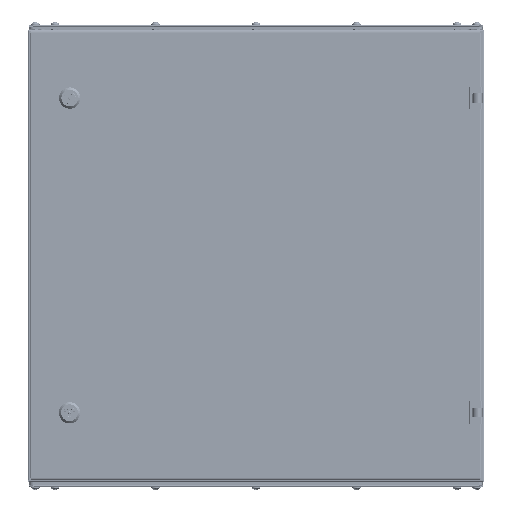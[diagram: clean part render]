
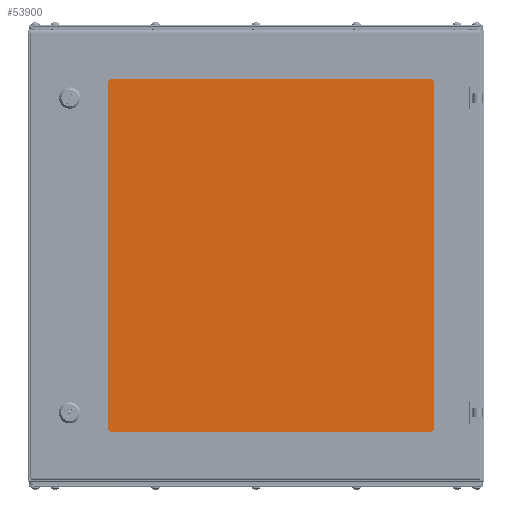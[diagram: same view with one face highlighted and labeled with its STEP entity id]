
A CAD part, top view. The second image highlights one B-rep face of the part: STEP entity #53900.
In plain terms, the highlighted planar face has unit normal (0, 0, 1).
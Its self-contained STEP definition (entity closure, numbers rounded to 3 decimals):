
#3120 = VECTOR ( 'NONE', #87729, 1000. ) ;
#3448 = LINE ( 'NONE', #11139, #29131 ) ;
#4904 = AXIS2_PLACEMENT_3D ( 'NONE', #25664, #11191, #59724 ) ;
#4910 = VERTEX_POINT ( 'NONE', #22104 ) ;
#6662 = VERTEX_POINT ( 'NONE', #17383 ) ;
#7424 = EDGE_CURVE ( 'NONE', #6662, #47870, #11500, .T. ) ;
#7441 = EDGE_CURVE ( 'NONE', #32728, #84740, #8878, .T. ) ;
#8878 = CIRCLE ( 'NONE', #53804, 10. ) ;
#8903 = AXIS2_PLACEMENT_3D ( 'NONE', #84239, #22025, #15670 ) ;
#9628 = EDGE_CURVE ( 'NONE', #35671, #32728, #89698, .T. ) ;
#10164 = DIRECTION ( 'NONE',  ( 0., 0., 1. ) ) ;
#11139 = CARTESIAN_POINT ( 'NONE',  ( -227.75, 245.5, 4. ) ) ;
#11191 = DIRECTION ( 'NONE',  ( 0., 0., 1. ) ) ;
#11500 = LINE ( 'NONE', #65946, #3120 ) ;
#11937 = CARTESIAN_POINT ( 'NONE',  ( -217.75, -235.5, 4. ) ) ;
#12236 = DIRECTION ( 'NONE',  ( -1., 0., 0. ) ) ;
#12409 = EDGE_LOOP ( 'NONE', ( #35685, #67888, #28145, #74144, #69685, #27421, #33138, #52963 ) ) ;
#15670 = DIRECTION ( 'NONE',  ( -1., 0., 0. ) ) ;
#17383 = CARTESIAN_POINT ( 'NONE',  ( 227.75, -235.5, 4. ) ) ;
#19046 = DIRECTION ( 'NONE',  ( 0., 0., -1. ) ) ;
#22025 = DIRECTION ( 'NONE',  ( 0., 0., 1. ) ) ;
#22104 = CARTESIAN_POINT ( 'NONE',  ( -217.75, 245.5, 4. ) ) ;
#25664 = CARTESIAN_POINT ( 'NONE',  ( -217.75, 235.5, 4. ) ) ;
#27421 = ORIENTED_EDGE ( 'NONE', *, *, #35062, .T. ) ;
#27948 = CARTESIAN_POINT ( 'NONE',  ( -227.75, -245.5, 4. ) ) ;
#28145 = ORIENTED_EDGE ( 'NONE', *, *, #7424, .T. ) ;
#29131 = VECTOR ( 'NONE', #86939, 1000. ) ;
#31461 = EDGE_CURVE ( 'NONE', #47870, #84887, #63953, .T. ) ;
#32728 = VERTEX_POINT ( 'NONE', #65257 ) ;
#32941 = CARTESIAN_POINT ( 'NONE',  ( 217.75, 245.5, 4. ) ) ;
#33090 = EDGE_CURVE ( 'NONE', #84887, #4910, #3448, .T. ) ;
#33138 = ORIENTED_EDGE ( 'NONE', *, *, #9628, .T. ) ;
#35062 = EDGE_CURVE ( 'NONE', #4910, #35671, #80259, .T. ) ;
#35671 = VERTEX_POINT ( 'NONE', #78931 ) ;
#35685 = ORIENTED_EDGE ( 'NONE', *, *, #53715, .T. ) ;
#37220 = AXIS2_PLACEMENT_3D ( 'NONE', #55581, #83276, #41981 ) ;
#37841 = DIRECTION ( 'NONE',  ( -1., 0., 0. ) ) ;
#41369 = CARTESIAN_POINT ( 'NONE',  ( 217.75, -245.5, 4. ) ) ;
#41981 = DIRECTION ( 'NONE',  ( -1., 0., 0. ) ) ;
#45442 = CARTESIAN_POINT ( 'NONE',  ( -227.75, -245.5, 4. ) ) ;
#47870 = VERTEX_POINT ( 'NONE', #58789 ) ;
#51631 = CARTESIAN_POINT ( 'NONE',  ( -217.75, -245.5, 4. ) ) ;
#52963 = ORIENTED_EDGE ( 'NONE', *, *, #7441, .T. ) ;
#53715 = EDGE_CURVE ( 'NONE', #84740, #76691, #65827, .T. ) ;
#53804 = AXIS2_PLACEMENT_3D ( 'NONE', #11937, #10164, #37841 ) ;
#53900 = ADVANCED_FACE ( 'NONE', ( #83047 ), #54429, .F. ) ;
#54429 = PLANE ( 'NONE',  #71146 ) ;
#55215 = DIRECTION ( 'NONE',  ( 0., -1., 0. ) ) ;
#55581 = CARTESIAN_POINT ( 'NONE',  ( 217.75, -235.5, 4. ) ) ;
#56632 = VECTOR ( 'NONE', #80814, 1000. ) ;
#57887 = VECTOR ( 'NONE', #55215, 1000. ) ;
#58789 = CARTESIAN_POINT ( 'NONE',  ( 227.75, 235.5, 4. ) ) ;
#59724 = DIRECTION ( 'NONE',  ( -1., 0., 0. ) ) ;
#63953 = CIRCLE ( 'NONE', #8903, 10. ) ;
#65257 = CARTESIAN_POINT ( 'NONE',  ( -227.75, -235.5, 4. ) ) ;
#65827 = LINE ( 'NONE', #45442, #56632 ) ;
#65946 = CARTESIAN_POINT ( 'NONE',  ( 227.75, -245.5, 4. ) ) ;
#67888 = ORIENTED_EDGE ( 'NONE', *, *, #72405, .T. ) ;
#69685 = ORIENTED_EDGE ( 'NONE', *, *, #33090, .T. ) ;
#71146 = AXIS2_PLACEMENT_3D ( 'NONE', #76237, #19046, #12236 ) ;
#72405 = EDGE_CURVE ( 'NONE', #76691, #6662, #79260, .T. ) ;
#74144 = ORIENTED_EDGE ( 'NONE', *, *, #31461, .T. ) ;
#76237 = CARTESIAN_POINT ( 'NONE',  ( 0., 0., 4. ) ) ;
#76691 = VERTEX_POINT ( 'NONE', #41369 ) ;
#78931 = CARTESIAN_POINT ( 'NONE',  ( -227.75, 235.5, 4. ) ) ;
#79260 = CIRCLE ( 'NONE', #37220, 10. ) ;
#80259 = CIRCLE ( 'NONE', #4904, 10. ) ;
#80814 = DIRECTION ( 'NONE',  ( 1., 0., 0. ) ) ;
#83047 = FACE_OUTER_BOUND ( 'NONE', #12409, .T. ) ;
#83276 = DIRECTION ( 'NONE',  ( 0., 0., 1. ) ) ;
#84239 = CARTESIAN_POINT ( 'NONE',  ( 217.75, 235.5, 4. ) ) ;
#84740 = VERTEX_POINT ( 'NONE', #51631 ) ;
#84887 = VERTEX_POINT ( 'NONE', #32941 ) ;
#86939 = DIRECTION ( 'NONE',  ( -1., 0., 0. ) ) ;
#87729 = DIRECTION ( 'NONE',  ( 0., 1., 0. ) ) ;
#89698 = LINE ( 'NONE', #27948, #57887 ) ;
